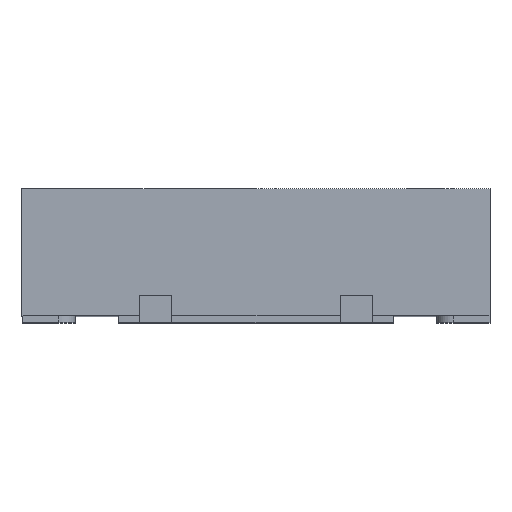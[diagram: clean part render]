
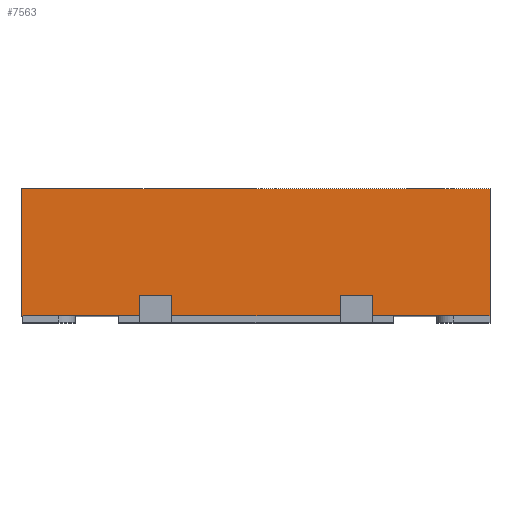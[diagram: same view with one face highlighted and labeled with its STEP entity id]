
A CAD part, top view. The second image highlights one B-rep face of the part: STEP entity #7563.
In plain terms, the highlighted planar face has unit normal (0, 0, 1).
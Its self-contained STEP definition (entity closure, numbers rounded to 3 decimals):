
#280 = CARTESIAN_POINT ( 'NONE',  ( 0.87, 0., 2.75 ) ) ;
#391 = CARTESIAN_POINT ( 'NONE',  ( 1.75, 1., 2.75 ) ) ;
#497 = ORIENTED_EDGE ( 'NONE', *, *, #9596, .T. ) ;
#1159 = DIRECTION ( 'NONE',  ( 0., -1., 0. ) ) ;
#1265 = DIRECTION ( 'NONE',  ( 0., -1., 0. ) ) ;
#1277 = CARTESIAN_POINT ( 'NONE',  ( 1.75, 1., 2.75 ) ) ;
#1398 = CARTESIAN_POINT ( 'NONE',  ( -0.63, 0.2, 2.75 ) ) ;
#1443 = VECTOR ( 'NONE', #5106, 1000. ) ;
#1538 = VERTEX_POINT ( 'NONE', #1398 ) ;
#1689 = EDGE_CURVE ( 'NONE', #7162, #2338, #2527, .T. ) ;
#1740 = CARTESIAN_POINT ( 'NONE',  ( -1.75, 0.05, 2.75 ) ) ;
#1767 = ORIENTED_EDGE ( 'NONE', *, *, #2381, .T. ) ;
#1826 = VECTOR ( 'NONE', #1265, 1000. ) ;
#1948 = VERTEX_POINT ( 'NONE', #5253 ) ;
#2004 = ORIENTED_EDGE ( 'NONE', *, *, #5515, .T. ) ;
#2030 = EDGE_CURVE ( 'NONE', #2597, #5188, #8631, .T. ) ;
#2053 = LINE ( 'NONE', #1740, #6101 ) ;
#2060 = PLANE ( 'NONE',  #8077 ) ;
#2066 = ORIENTED_EDGE ( 'NONE', *, *, #4728, .T. ) ;
#2144 = VECTOR ( 'NONE', #6214, 1000. ) ;
#2194 = LINE ( 'NONE', #5859, #1443 ) ;
#2338 = VERTEX_POINT ( 'NONE', #7261 ) ;
#2381 = EDGE_CURVE ( 'NONE', #2625, #5188, #2053, .T. ) ;
#2473 = CARTESIAN_POINT ( 'NONE',  ( -0.87, 0., 2.75 ) ) ;
#2527 = LINE ( 'NONE', #5541, #7441 ) ;
#2529 = ORIENTED_EDGE ( 'NONE', *, *, #2740, .F. ) ;
#2552 = LINE ( 'NONE', #4656, #5847 ) ;
#2597 = VERTEX_POINT ( 'NONE', #1277 ) ;
#2624 = CARTESIAN_POINT ( 'NONE',  ( -1.75, 0.05, 2.75 ) ) ;
#2625 = VERTEX_POINT ( 'NONE', #8612 ) ;
#2740 = EDGE_CURVE ( 'NONE', #4457, #4510, #2552, .T. ) ;
#2773 = VERTEX_POINT ( 'NONE', #3885 ) ;
#2866 = VECTOR ( 'NONE', #5757, 1000. ) ;
#2880 = VECTOR ( 'NONE', #3286, 1000. ) ;
#2976 = DIRECTION ( 'NONE',  ( 0., -1., 0. ) ) ;
#3009 = EDGE_CURVE ( 'NONE', #1538, #4480, #5710, .T. ) ;
#3030 = LINE ( 'NONE', #2624, #4309 ) ;
#3286 = DIRECTION ( 'NONE',  ( 0., -1., 0. ) ) ;
#3351 = DIRECTION ( 'NONE',  ( 1., 0., 0. ) ) ;
#3637 = EDGE_CURVE ( 'NONE', #4480, #1948, #3657, .T. ) ;
#3657 = LINE ( 'NONE', #2473, #2880 ) ;
#3689 = ORIENTED_EDGE ( 'NONE', *, *, #10087, .F. ) ;
#3793 = CARTESIAN_POINT ( 'NONE',  ( 0.63, 0.2, 2.75 ) ) ;
#3885 = CARTESIAN_POINT ( 'NONE',  ( -0.63, 0.05, 2.75 ) ) ;
#3899 = FACE_OUTER_BOUND ( 'NONE', #7083, .T. ) ;
#4125 = DIRECTION ( 'NONE',  ( 0., -1., 0. ) ) ;
#4309 = VECTOR ( 'NONE', #8170, 1000. ) ;
#4356 = ORIENTED_EDGE ( 'NONE', *, *, #3637, .F. ) ;
#4457 = VERTEX_POINT ( 'NONE', #3793 ) ;
#4480 = VERTEX_POINT ( 'NONE', #7104 ) ;
#4488 = CARTESIAN_POINT ( 'NONE',  ( 1.75, 0.05, 2.75 ) ) ;
#4510 = VERTEX_POINT ( 'NONE', #4713 ) ;
#4576 = VERTEX_POINT ( 'NONE', #5598 ) ;
#4656 = CARTESIAN_POINT ( 'NONE',  ( 0.63, 0., 2.75 ) ) ;
#4684 = ORIENTED_EDGE ( 'NONE', *, *, #1689, .T. ) ;
#4713 = CARTESIAN_POINT ( 'NONE',  ( 0.63, 0.05, 2.75 ) ) ;
#4728 = EDGE_CURVE ( 'NONE', #2338, #1948, #3030, .T. ) ;
#4941 = CARTESIAN_POINT ( 'NONE',  ( -1.75, 1., 2.75 ) ) ;
#4971 = EDGE_CURVE ( 'NONE', #2773, #4510, #7315, .T. ) ;
#5003 = ORIENTED_EDGE ( 'NONE', *, *, #3009, .F. ) ;
#5106 = DIRECTION ( 'NONE',  ( -1., 0., 0. ) ) ;
#5122 = LINE ( 'NONE', #280, #8024 ) ;
#5188 = VERTEX_POINT ( 'NONE', #4488 ) ;
#5244 = DIRECTION ( 'NONE',  ( -1., 0., 0. ) ) ;
#5253 = CARTESIAN_POINT ( 'NONE',  ( -0.87, 0.05, 2.75 ) ) ;
#5353 = DIRECTION ( 'NONE',  ( 0., 0., -1. ) ) ;
#5515 = EDGE_CURVE ( 'NONE', #1538, #2773, #7946, .T. ) ;
#5524 = CARTESIAN_POINT ( 'NONE',  ( -1.75, 0.05, 2.75 ) ) ;
#5541 = CARTESIAN_POINT ( 'NONE',  ( -1.75, 1., 2.75 ) ) ;
#5598 = CARTESIAN_POINT ( 'NONE',  ( 0.87, 0.2, 2.75 ) ) ;
#5710 = LINE ( 'NONE', #5839, #7331 ) ;
#5757 = DIRECTION ( 'NONE',  ( 1., 0., 0. ) ) ;
#5839 = CARTESIAN_POINT ( 'NONE',  ( 1., 0.2, 2.75 ) ) ;
#5847 = VECTOR ( 'NONE', #10339, 1000. ) ;
#5859 = CARTESIAN_POINT ( 'NONE',  ( 1., 0.2, 2.75 ) ) ;
#5884 = DIRECTION ( 'NONE',  ( -1., 0., 0. ) ) ;
#6101 = VECTOR ( 'NONE', #3351, 1000. ) ;
#6214 = DIRECTION ( 'NONE',  ( 1., 0., 0. ) ) ;
#6524 = CARTESIAN_POINT ( 'NONE',  ( -0.63, 0., 2.75 ) ) ;
#6669 = VECTOR ( 'NONE', #4125, 1000. ) ;
#7083 = EDGE_LOOP ( 'NONE', ( #2066, #4356, #5003, #2004, #8845, #2529, #3689, #497, #1767, #9177, #8308, #4684 ) ) ;
#7104 = CARTESIAN_POINT ( 'NONE',  ( -0.87, 0.2, 2.75 ) ) ;
#7162 = VERTEX_POINT ( 'NONE', #8115 ) ;
#7261 = CARTESIAN_POINT ( 'NONE',  ( -1.75, 0.05, 2.75 ) ) ;
#7315 = LINE ( 'NONE', #5524, #2144 ) ;
#7331 = VECTOR ( 'NONE', #5884, 1000. ) ;
#7384 = EDGE_CURVE ( 'NONE', #7162, #2597, #9799, .T. ) ;
#7441 = VECTOR ( 'NONE', #2976, 1000. ) ;
#7563 = ADVANCED_FACE ( 'NONE', ( #3899 ), #2060, .F. ) ;
#7946 = LINE ( 'NONE', #6524, #6669 ) ;
#8024 = VECTOR ( 'NONE', #1159, 1000. ) ;
#8077 = AXIS2_PLACEMENT_3D ( 'NONE', #10033, #5353, #5244 ) ;
#8115 = CARTESIAN_POINT ( 'NONE',  ( -1.75, 1., 2.75 ) ) ;
#8170 = DIRECTION ( 'NONE',  ( 1., 0., 0. ) ) ;
#8308 = ORIENTED_EDGE ( 'NONE', *, *, #7384, .F. ) ;
#8612 = CARTESIAN_POINT ( 'NONE',  ( 0.87, 0.05, 2.75 ) ) ;
#8631 = LINE ( 'NONE', #391, #1826 ) ;
#8845 = ORIENTED_EDGE ( 'NONE', *, *, #4971, .T. ) ;
#9177 = ORIENTED_EDGE ( 'NONE', *, *, #2030, .F. ) ;
#9596 = EDGE_CURVE ( 'NONE', #4576, #2625, #5122, .T. ) ;
#9799 = LINE ( 'NONE', #4941, #2866 ) ;
#10033 = CARTESIAN_POINT ( 'NONE',  ( -1.75, 1., 2.75 ) ) ;
#10087 = EDGE_CURVE ( 'NONE', #4576, #4457, #2194, .T. ) ;
#10339 = DIRECTION ( 'NONE',  ( 0., -1., 0. ) ) ;
